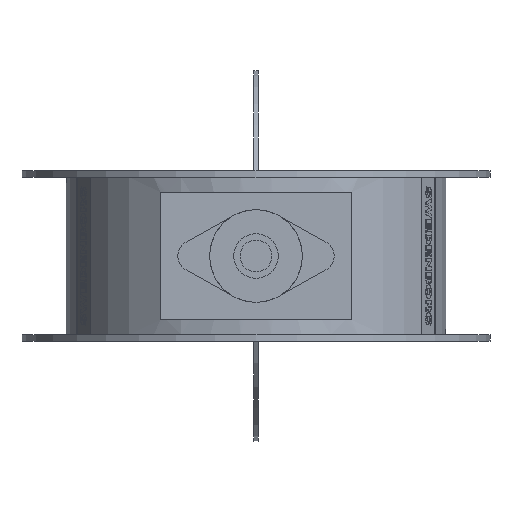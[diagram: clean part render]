
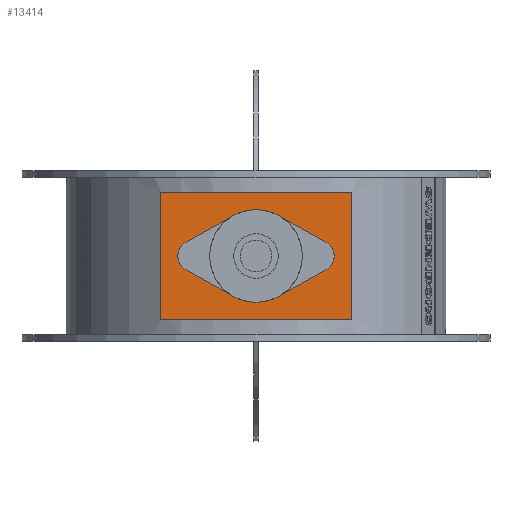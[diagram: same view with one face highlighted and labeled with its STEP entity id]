
A CAD part, left-side view. The second image highlights one B-rep face of the part: STEP entity #13414.
In plain terms, the highlighted planar face has unit normal (-1, 0, 0).
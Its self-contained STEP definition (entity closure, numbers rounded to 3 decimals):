
#142=CIRCLE('',#14002,15.);
#144=CIRCLE('',#14006,43.5);
#146=CIRCLE('',#14008,43.5);
#147=CIRCLE('',#14009,43.5);
#148=CIRCLE('',#14012,15.);
#324=FACE_BOUND('',#2197,.T.);
#786=PLANE('',#14022);
#1418=FACE_OUTER_BOUND('',#2196,.T.);
#2196=EDGE_LOOP('',(#11629,#11630,#11631,#11632));
#2197=EDGE_LOOP('',(#11633,#11634,#11635,#11636,#11637,#11638,#11639,#11640,
#11641));
#3527=LINE('',#23009,#4860);
#3532=LINE('',#23023,#4865);
#3538=LINE('',#23040,#4871);
#3541=LINE('',#23047,#4874);
#3550=LINE('',#23067,#4883);
#3553=LINE('',#23072,#4886);
#3555=LINE('',#23076,#4888);
#3557=LINE('',#23079,#4890);
#4860=VECTOR('',#16353,10.);
#4865=VECTOR('',#16366,10.);
#4871=VECTOR('',#16384,10.);
#4874=VECTOR('',#16393,10.);
#4883=VECTOR('',#16412,10.);
#4886=VECTOR('',#16417,10.);
#4888=VECTOR('',#16421,10.);
#4890=VECTOR('',#16425,10.);
#6451=VERTEX_POINT('',#23007);
#6452=VERTEX_POINT('',#23008);
#6455=VERTEX_POINT('',#23016);
#6457=VERTEX_POINT('',#23022);
#6459=VERTEX_POINT('',#23028);
#6460=VERTEX_POINT('',#23032);
#6461=VERTEX_POINT('',#23035);
#6462=VERTEX_POINT('',#23039);
#6463=VERTEX_POINT('',#23043);
#6468=VERTEX_POINT('',#23065);
#6469=VERTEX_POINT('',#23066);
#6470=VERTEX_POINT('',#23071);
#6471=VERTEX_POINT('',#23075);
#8195=EDGE_CURVE('',#6451,#6452,#3527,.T.);
#8199=EDGE_CURVE('',#6452,#6455,#142,.T.);
#8202=EDGE_CURVE('',#6455,#6457,#3532,.T.);
#8206=EDGE_CURVE('',#6457,#6459,#144,.T.);
#8208=EDGE_CURVE('',#6460,#6451,#146,.T.);
#8211=EDGE_CURVE('',#6459,#6461,#147,.T.);
#8212=EDGE_CURVE('',#6461,#6462,#3538,.T.);
#8214=EDGE_CURVE('',#6462,#6463,#148,.T.);
#8216=EDGE_CURVE('',#6463,#6460,#3541,.T.);
#8225=EDGE_CURVE('',#6468,#6469,#3550,.T.);
#8228=EDGE_CURVE('',#6470,#6468,#3553,.T.);
#8230=EDGE_CURVE('',#6471,#6470,#3555,.T.);
#8232=EDGE_CURVE('',#6469,#6471,#3557,.T.);
#11629=ORIENTED_EDGE('',*,*,#8232,.F.);
#11630=ORIENTED_EDGE('',*,*,#8225,.F.);
#11631=ORIENTED_EDGE('',*,*,#8228,.F.);
#11632=ORIENTED_EDGE('',*,*,#8230,.F.);
#11633=ORIENTED_EDGE('',*,*,#8195,.T.);
#11634=ORIENTED_EDGE('',*,*,#8199,.T.);
#11635=ORIENTED_EDGE('',*,*,#8202,.T.);
#11636=ORIENTED_EDGE('',*,*,#8206,.T.);
#11637=ORIENTED_EDGE('',*,*,#8211,.T.);
#11638=ORIENTED_EDGE('',*,*,#8212,.T.);
#11639=ORIENTED_EDGE('',*,*,#8214,.T.);
#11640=ORIENTED_EDGE('',*,*,#8216,.T.);
#11641=ORIENTED_EDGE('',*,*,#8208,.T.);
#13414=ADVANCED_FACE('',(#1418,#324),#786,.F.);
#14002=AXIS2_PLACEMENT_3D('',#23017,#16359,#16360);
#14006=AXIS2_PLACEMENT_3D('',#23030,#16372,#16373);
#14008=AXIS2_PLACEMENT_3D('',#23033,#16376,#16377);
#14009=AXIS2_PLACEMENT_3D('',#23037,#16380,#16381);
#14012=AXIS2_PLACEMENT_3D('',#23044,#16388,#16389);
#14022=AXIS2_PLACEMENT_3D('',#23080,#16426,#16427);
#16353=DIRECTION('',(0.,-0.873,-0.487));
#16359=DIRECTION('center_axis',(1.,0.,0.));
#16360=DIRECTION('ref_axis',(0.,0.,1.));
#16366=DIRECTION('',(0.,0.873,-0.487));
#16372=DIRECTION('center_axis',(1.,0.,0.));
#16373=DIRECTION('ref_axis',(0.,0.,1.));
#16376=DIRECTION('center_axis',(1.,0.,0.));
#16377=DIRECTION('ref_axis',(0.,0.,1.));
#16380=DIRECTION('center_axis',(1.,0.,0.));
#16381=DIRECTION('ref_axis',(0.,0.,1.));
#16384=DIRECTION('',(0.,0.873,0.487));
#16388=DIRECTION('center_axis',(1.,0.,0.));
#16389=DIRECTION('ref_axis',(0.,0.,1.));
#16393=DIRECTION('',(0.,-0.873,0.487));
#16412=DIRECTION('',(0.,0.,1.));
#16417=DIRECTION('',(0.,1.,0.));
#16421=DIRECTION('',(0.,0.,-1.));
#16425=DIRECTION('',(0.,-1.,0.));
#16426=DIRECTION('center_axis',(1.,0.,0.));
#16427=DIRECTION('ref_axis',(0.,0.,-1.));
#23007=CARTESIAN_POINT('',(-349.,-21.192,37.989));
#23008=CARTESIAN_POINT('',(-349.,-65.808,13.1));
#23009=CARTESIAN_POINT('',(-349.,-43.5,25.544));
#23016=CARTESIAN_POINT('',(-349.,-65.808,-13.1));
#23017=CARTESIAN_POINT('Origin',(-349.,-58.5,0.));
#23022=CARTESIAN_POINT('',(-349.,-21.192,-37.989));
#23023=CARTESIAN_POINT('',(-349.,-21.192,-37.989));
#23028=CARTESIAN_POINT('',(-349.,0.,-43.5));
#23030=CARTESIAN_POINT('Origin',(-349.,0.,0.));
#23032=CARTESIAN_POINT('',(-349.,21.192,37.989));
#23033=CARTESIAN_POINT('Origin',(-349.,0.,0.));
#23035=CARTESIAN_POINT('',(-349.,21.192,-37.989));
#23037=CARTESIAN_POINT('Origin',(-349.,0.,0.));
#23039=CARTESIAN_POINT('',(-349.,65.808,-13.1));
#23040=CARTESIAN_POINT('',(-349.,43.5,-25.544));
#23043=CARTESIAN_POINT('',(-349.,65.808,13.1));
#23044=CARTESIAN_POINT('Origin',(-349.,58.5,0.));
#23047=CARTESIAN_POINT('',(-349.,21.192,37.989));
#23065=CARTESIAN_POINT('',(-349.,90.,-60.));
#23066=CARTESIAN_POINT('',(-349.,90.,60.));
#23067=CARTESIAN_POINT('',(-349.,90.,-60.));
#23071=CARTESIAN_POINT('',(-349.,-90.,-60.));
#23072=CARTESIAN_POINT('',(-349.,-90.,-60.));
#23075=CARTESIAN_POINT('',(-349.,-90.,60.));
#23076=CARTESIAN_POINT('',(-349.,-90.,60.));
#23079=CARTESIAN_POINT('',(-349.,90.,60.));
#23080=CARTESIAN_POINT('Origin',(-349.,0.,0.));
